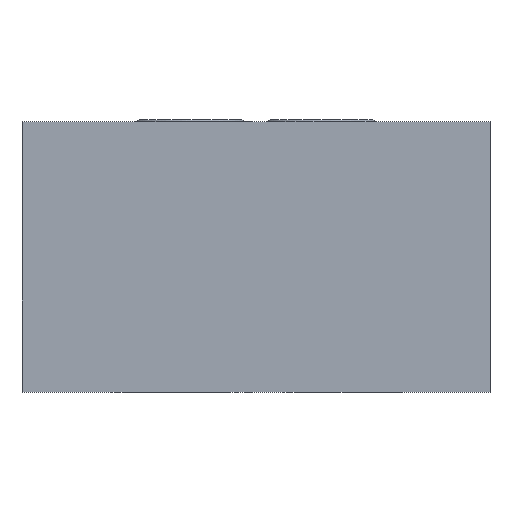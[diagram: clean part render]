
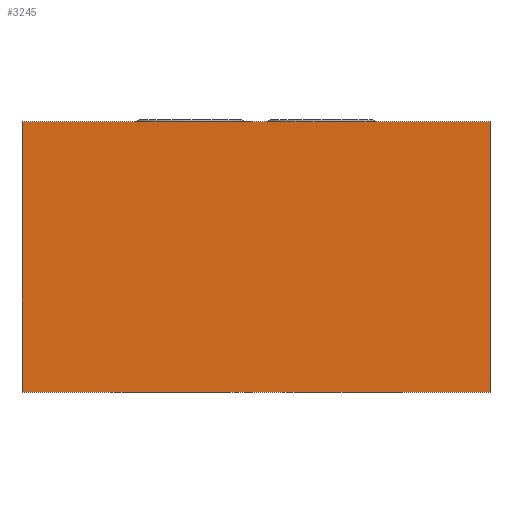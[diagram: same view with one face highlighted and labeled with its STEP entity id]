
A CAD part, front view. The second image highlights one B-rep face of the part: STEP entity #3245.
In plain terms, the highlighted planar face has unit normal (0, -1, 0).
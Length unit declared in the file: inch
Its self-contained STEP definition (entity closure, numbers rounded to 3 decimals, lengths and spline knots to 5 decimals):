
#5=DIRECTION('',(1.,0.,0.));
#6=VECTOR('',#5,4.5);
#7=CARTESIAN_POINT('',(0.,-2.5,0.));
#8=LINE('',#7,#6);
#85=DIRECTION('',(0.,0.,1.));
#86=VECTOR('',#85,2.6);
#87=CARTESIAN_POINT('',(4.5,-2.5,0.));
#88=LINE('',#87,#86);
#99=DIRECTION('',(0.,0.,1.));
#100=VECTOR('',#99,2.6);
#101=CARTESIAN_POINT('',(0.,-2.5,0.));
#102=LINE('',#101,#100);
#115=DIRECTION('',(1.,0.,0.));
#116=VECTOR('',#115,4.5);
#117=CARTESIAN_POINT('',(0.,-2.5,2.6));
#118=LINE('',#117,#116);
#2750=CARTESIAN_POINT('',(0.,-2.5,0.));
#2752=VERTEX_POINT('',#2750);
#2753=CARTESIAN_POINT('',(4.5,-2.5,0.));
#2754=VERTEX_POINT('',#2753);
#2758=CARTESIAN_POINT('',(0.,-2.5,2.6));
#2760=VERTEX_POINT('',#2758);
#2761=CARTESIAN_POINT('',(4.5,-2.5,2.6));
#2762=VERTEX_POINT('',#2761);
#3233=CARTESIAN_POINT('',(0.,-2.5,0.));
#3234=DIRECTION('',(0.,-1.,0.));
#3235=DIRECTION('',(1.,0.,0.));
#3236=AXIS2_PLACEMENT_3D('',#3233,#3234,#3235);
#3237=PLANE('',#3236);
#3238=ORIENTED_EDGE('',*,*,#3139,.F.);
#3239=ORIENTED_EDGE('',*,*,#3182,.T.);
#3241=ORIENTED_EDGE('',*,*,#3240,.T.);
#3242=ORIENTED_EDGE('',*,*,#3219,.F.);
#3243=EDGE_LOOP('',(#3238,#3239,#3241,#3242));
#3244=FACE_OUTER_BOUND('',#3243,.F.);
#3245=ADVANCED_FACE('',(#3244),#3237,.T.);
#3139=EDGE_CURVE('',#2752,#2754,#8,.T.);
#3182=EDGE_CURVE('',#2752,#2760,#102,.T.);
#3219=EDGE_CURVE('',#2754,#2762,#88,.T.);
#3240=EDGE_CURVE('',#2760,#2762,#118,.T.);
